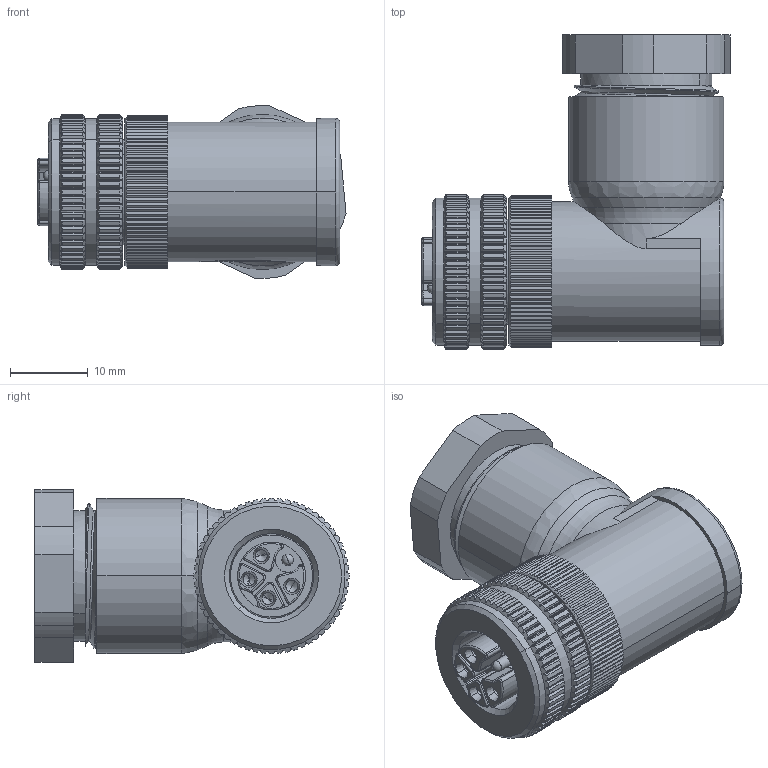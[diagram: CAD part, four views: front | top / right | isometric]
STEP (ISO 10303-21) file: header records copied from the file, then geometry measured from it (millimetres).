
FILE_DESCRIPTION (( 'STEP AP203' ), '1' );
FILE_NAME ('M12 K-code俔芛郪蚾宒譫-PG11.STEP', '2020-06-02T12:43:29', ( 'edpusr' ), ( 'Microsoft' ), 'SwSTEP 2.0', 'SolidWorks 2015', '' );
FILE_SCHEMA (( 'CONFIG_CONTROL_DESIGN' ));
Length unit declared in the file: millimetre
Products named in the file (1): M12 K-code俔芛郪蚾宒譫-PG11
Bounding box: 39.7 x 40.5 x 22.29 mm (x, y, z)
Volume: 12985.7 mm3; surface area: 12834.8 mm2
Topology: 2 solids, 8 shells, 2016 faces, 5812 edges, 3827 vertices
Faces by surface type: plane 932, cylinder 660, bspline 200, cone 162, torus 60, sphere 2
Entity records: 80964 total; most frequent: CARTESIAN_POINT 31363, ORIENTED_EDGE 11604, DIRECTION 8817, EDGE_CURVE 5802, VERTEX_POINT 3826, AXIS2_PLACEMENT_3D 3227, LINE 2363, VECTOR 2363
